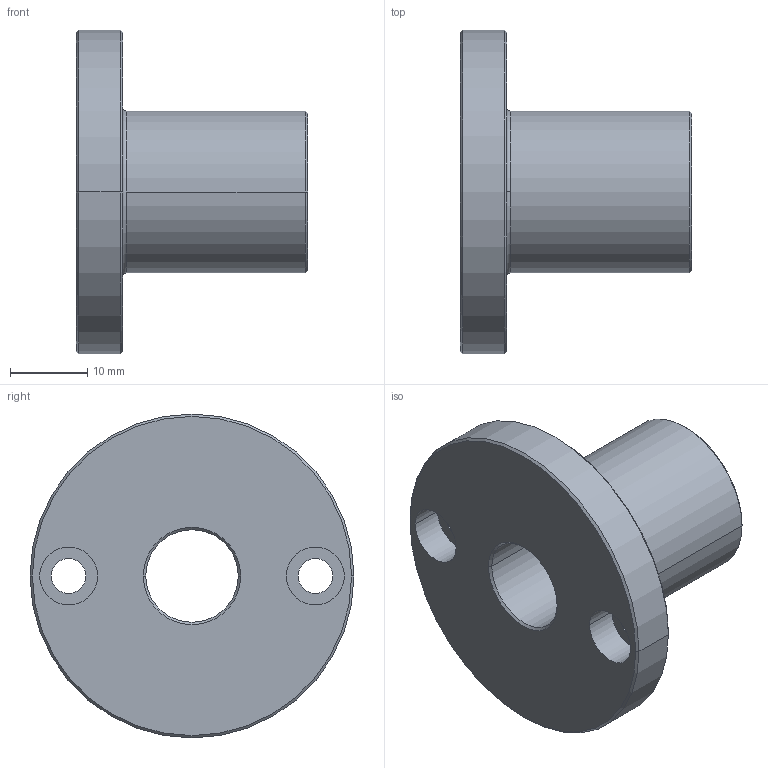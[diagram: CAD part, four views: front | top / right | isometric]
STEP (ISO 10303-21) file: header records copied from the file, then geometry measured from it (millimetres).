
FILE_DESCRIPTION( ( '' ), '1' );
FILE_NAME( 'SMZH12.stp', '2020-11-08T12:19:41', ( '' ), ( '' ), ' ', ' ', ' ' );
FILE_SCHEMA( ( 'CONFIG_CONTROL_DESIGN' ) );
Length unit declared in the file: millimetre
Products named in the file (1): 1
Bounding box: 30 x 42 x 42 mm (x, y, z)
Volume: 12795.1 mm3; surface area: 6148.6 mm2
Topology: 1 solids, 1 shells, 31 faces, 69 edges, 43 vertices
Faces by surface type: cylinder 14, cone 10, plane 5, torus 2
Entity records: 932 total; most frequent: DIRECTION 178, CARTESIAN_POINT 144, ORIENTED_EDGE 138, AXIS2_PLACEMENT_3D 77, EDGE_CURVE 69, CIRCLE 45, VERTEX_POINT 43, EDGE_LOOP 40
